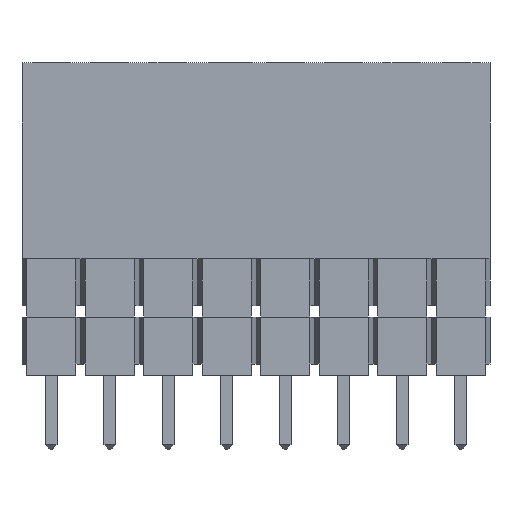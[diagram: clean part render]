
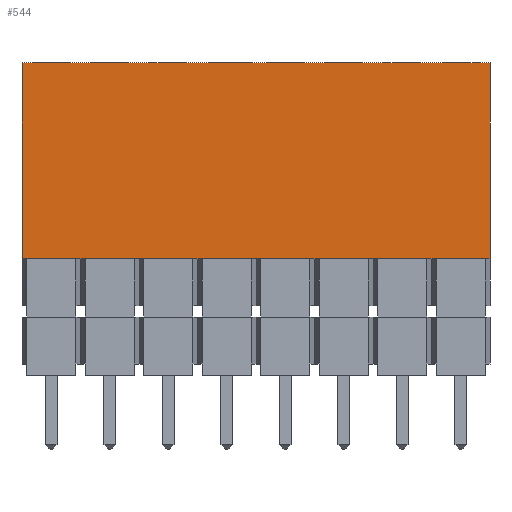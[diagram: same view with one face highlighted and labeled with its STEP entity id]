
A CAD part, front view. The second image highlights one B-rep face of the part: STEP entity #544.
In plain terms, the highlighted planar face has unit normal (0, -1, 0).
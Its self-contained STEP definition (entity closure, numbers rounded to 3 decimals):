
#22 = VERTEX_POINT('',#23);
#23 = CARTESIAN_POINT('',(-1.27,-1.27,13.58));
#31 = EDGE_CURVE('',#22,#32,#34,.T.);
#32 = VERTEX_POINT('',#33);
#33 = CARTESIAN_POINT('',(19.05,-1.27,13.58));
#34 = LINE('',#35,#36);
#35 = CARTESIAN_POINT('',(-1.27,-1.27,13.58));
#36 = VECTOR('',#37,1.);
#37 = DIRECTION('',(1.,0.,0.));
#334 = EDGE_CURVE('',#335,#22,#337,.T.);
#335 = VERTEX_POINT('',#336);
#336 = CARTESIAN_POINT('',(-1.27,-1.27,5.08));
#337 = LINE('',#338,#339);
#338 = CARTESIAN_POINT('',(-1.27,-1.27,5.08));
#339 = VECTOR('',#340,1.);
#340 = DIRECTION('',(0.,0.,1.));
#544 = ADVANCED_FACE('',(#545),#691,.F.);
#545 = FACE_BOUND('',#546,.F.);
#546 = EDGE_LOOP('',(#547,#555,#556,#557,#565,#573,#581,#589,#597,#605,
    #613,#621,#629,#637,#645,#653,#661,#669,#677,#685));
#547 = ORIENTED_EDGE('',*,*,#548,.F.);
#548 = EDGE_CURVE('',#335,#549,#551,.T.);
#549 = VERTEX_POINT('',#550);
#550 = CARTESIAN_POINT('',(-1.07,-1.27,5.08));
#551 = LINE('',#552,#553);
#552 = CARTESIAN_POINT('',(-1.27,-1.27,5.08));
#553 = VECTOR('',#554,1.);
#554 = DIRECTION('',(1.,0.,0.));
#555 = ORIENTED_EDGE('',*,*,#334,.T.);
#556 = ORIENTED_EDGE('',*,*,#31,.T.);
#557 = ORIENTED_EDGE('',*,*,#558,.F.);
#558 = EDGE_CURVE('',#559,#32,#561,.T.);
#559 = VERTEX_POINT('',#560);
#560 = CARTESIAN_POINT('',(19.05,-1.27,5.08));
#561 = LINE('',#562,#563);
#562 = CARTESIAN_POINT('',(19.05,-1.27,5.08));
#563 = VECTOR('',#564,1.);
#564 = DIRECTION('',(0.,0.,1.));
#565 = ORIENTED_EDGE('',*,*,#566,.F.);
#566 = EDGE_CURVE('',#567,#559,#569,.T.);
#567 = VERTEX_POINT('',#568);
#568 = CARTESIAN_POINT('',(18.85,-1.27,5.08));
#569 = LINE('',#570,#571);
#570 = CARTESIAN_POINT('',(-1.27,-1.27,5.08));
#571 = VECTOR('',#572,1.);
#572 = DIRECTION('',(1.,0.,0.));
#573 = ORIENTED_EDGE('',*,*,#574,.F.);
#574 = EDGE_CURVE('',#575,#567,#577,.T.);
#575 = VERTEX_POINT('',#576);
#576 = CARTESIAN_POINT('',(16.71,-1.27,5.08));
#577 = LINE('',#578,#579);
#578 = CARTESIAN_POINT('',(16.51,-1.27,5.08));
#579 = VECTOR('',#580,1.);
#580 = DIRECTION('',(1.,0.,0.));
#581 = ORIENTED_EDGE('',*,*,#582,.F.);
#582 = EDGE_CURVE('',#583,#575,#585,.T.);
#583 = VERTEX_POINT('',#584);
#584 = CARTESIAN_POINT('',(16.31,-1.27,5.08));
#585 = LINE('',#586,#587);
#586 = CARTESIAN_POINT('',(-1.27,-1.27,5.08));
#587 = VECTOR('',#588,1.);
#588 = DIRECTION('',(1.,0.,0.));
#589 = ORIENTED_EDGE('',*,*,#590,.F.);
#590 = EDGE_CURVE('',#591,#583,#593,.T.);
#591 = VERTEX_POINT('',#592);
#592 = CARTESIAN_POINT('',(14.17,-1.27,5.08));
#593 = LINE('',#594,#595);
#594 = CARTESIAN_POINT('',(13.97,-1.27,5.08));
#595 = VECTOR('',#596,1.);
#596 = DIRECTION('',(1.,0.,0.));
#597 = ORIENTED_EDGE('',*,*,#598,.F.);
#598 = EDGE_CURVE('',#599,#591,#601,.T.);
#599 = VERTEX_POINT('',#600);
#600 = CARTESIAN_POINT('',(13.77,-1.27,5.08));
#601 = LINE('',#602,#603);
#602 = CARTESIAN_POINT('',(-1.27,-1.27,5.08));
#603 = VECTOR('',#604,1.);
#604 = DIRECTION('',(1.,0.,0.));
#605 = ORIENTED_EDGE('',*,*,#606,.F.);
#606 = EDGE_CURVE('',#607,#599,#609,.T.);
#607 = VERTEX_POINT('',#608);
#608 = CARTESIAN_POINT('',(11.63,-1.27,5.08));
#609 = LINE('',#610,#611);
#610 = CARTESIAN_POINT('',(11.43,-1.27,5.08));
#611 = VECTOR('',#612,1.);
#612 = DIRECTION('',(1.,0.,0.));
#613 = ORIENTED_EDGE('',*,*,#614,.F.);
#614 = EDGE_CURVE('',#615,#607,#617,.T.);
#615 = VERTEX_POINT('',#616);
#616 = CARTESIAN_POINT('',(11.23,-1.27,5.08));
#617 = LINE('',#618,#619);
#618 = CARTESIAN_POINT('',(-1.27,-1.27,5.08));
#619 = VECTOR('',#620,1.);
#620 = DIRECTION('',(1.,0.,0.));
#621 = ORIENTED_EDGE('',*,*,#622,.F.);
#622 = EDGE_CURVE('',#623,#615,#625,.T.);
#623 = VERTEX_POINT('',#624);
#624 = CARTESIAN_POINT('',(9.09,-1.27,5.08));
#625 = LINE('',#626,#627);
#626 = CARTESIAN_POINT('',(8.89,-1.27,5.08));
#627 = VECTOR('',#628,1.);
#628 = DIRECTION('',(1.,0.,0.));
#629 = ORIENTED_EDGE('',*,*,#630,.F.);
#630 = EDGE_CURVE('',#631,#623,#633,.T.);
#631 = VERTEX_POINT('',#632);
#632 = CARTESIAN_POINT('',(8.69,-1.27,5.08));
#633 = LINE('',#634,#635);
#634 = CARTESIAN_POINT('',(-1.27,-1.27,5.08));
#635 = VECTOR('',#636,1.);
#636 = DIRECTION('',(1.,0.,0.));
#637 = ORIENTED_EDGE('',*,*,#638,.F.);
#638 = EDGE_CURVE('',#639,#631,#641,.T.);
#639 = VERTEX_POINT('',#640);
#640 = CARTESIAN_POINT('',(6.55,-1.27,5.08));
#641 = LINE('',#642,#643);
#642 = CARTESIAN_POINT('',(6.35,-1.27,5.08));
#643 = VECTOR('',#644,1.);
#644 = DIRECTION('',(1.,0.,0.));
#645 = ORIENTED_EDGE('',*,*,#646,.F.);
#646 = EDGE_CURVE('',#647,#639,#649,.T.);
#647 = VERTEX_POINT('',#648);
#648 = CARTESIAN_POINT('',(6.15,-1.27,5.08));
#649 = LINE('',#650,#651);
#650 = CARTESIAN_POINT('',(-1.27,-1.27,5.08));
#651 = VECTOR('',#652,1.);
#652 = DIRECTION('',(1.,0.,0.));
#653 = ORIENTED_EDGE('',*,*,#654,.F.);
#654 = EDGE_CURVE('',#655,#647,#657,.T.);
#655 = VERTEX_POINT('',#656);
#656 = CARTESIAN_POINT('',(4.01,-1.27,5.08));
#657 = LINE('',#658,#659);
#658 = CARTESIAN_POINT('',(3.81,-1.27,5.08));
#659 = VECTOR('',#660,1.);
#660 = DIRECTION('',(1.,0.,0.));
#661 = ORIENTED_EDGE('',*,*,#662,.F.);
#662 = EDGE_CURVE('',#663,#655,#665,.T.);
#663 = VERTEX_POINT('',#664);
#664 = CARTESIAN_POINT('',(3.61,-1.27,5.08));
#665 = LINE('',#666,#667);
#666 = CARTESIAN_POINT('',(-1.27,-1.27,5.08));
#667 = VECTOR('',#668,1.);
#668 = DIRECTION('',(1.,0.,0.));
#669 = ORIENTED_EDGE('',*,*,#670,.F.);
#670 = EDGE_CURVE('',#671,#663,#673,.T.);
#671 = VERTEX_POINT('',#672);
#672 = CARTESIAN_POINT('',(1.47,-1.27,5.08));
#673 = LINE('',#674,#675);
#674 = CARTESIAN_POINT('',(1.27,-1.27,5.08));
#675 = VECTOR('',#676,1.);
#676 = DIRECTION('',(1.,0.,0.));
#677 = ORIENTED_EDGE('',*,*,#678,.F.);
#678 = EDGE_CURVE('',#679,#671,#681,.T.);
#679 = VERTEX_POINT('',#680);
#680 = CARTESIAN_POINT('',(1.07,-1.27,5.08));
#681 = LINE('',#682,#683);
#682 = CARTESIAN_POINT('',(-1.27,-1.27,5.08));
#683 = VECTOR('',#684,1.);
#684 = DIRECTION('',(1.,0.,0.));
#685 = ORIENTED_EDGE('',*,*,#686,.F.);
#686 = EDGE_CURVE('',#549,#679,#687,.T.);
#687 = LINE('',#688,#689);
#688 = CARTESIAN_POINT('',(-1.27,-1.27,5.08));
#689 = VECTOR('',#690,1.);
#690 = DIRECTION('',(1.,0.,0.));
#691 = PLANE('',#692);
#692 = AXIS2_PLACEMENT_3D('',#693,#694,#695);
#693 = CARTESIAN_POINT('',(-1.27,-1.27,5.08));
#694 = DIRECTION('',(0.,1.,0.));
#695 = DIRECTION('',(0.,0.,1.));
